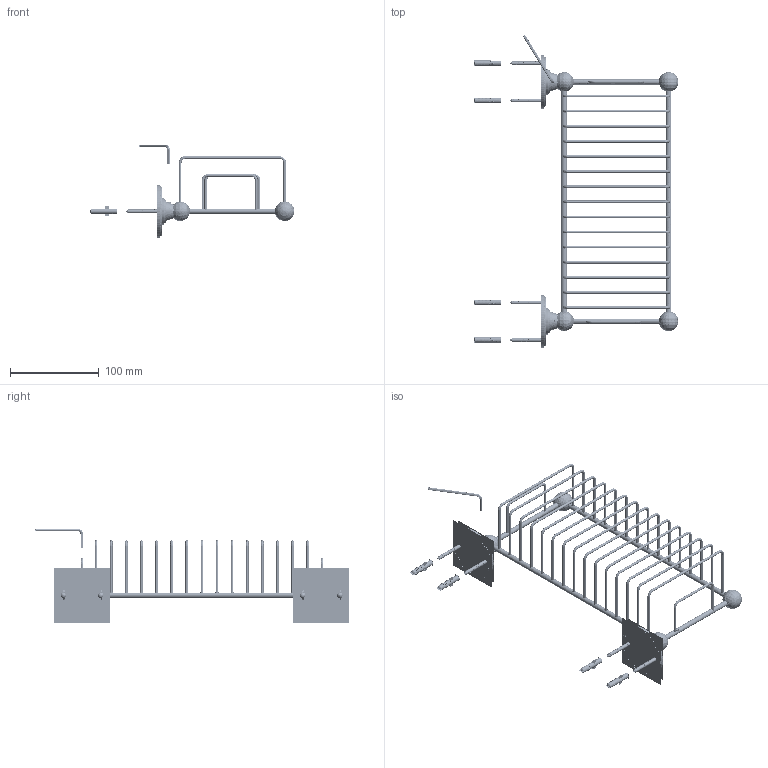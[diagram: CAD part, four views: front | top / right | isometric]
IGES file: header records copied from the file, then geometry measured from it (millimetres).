
Start section:  PTC IGES file: 0013001.igs
Global section: file name: 0013001.igs; native system: Pro/ENGINEER by Parametric Technology Corporation; preprocessor: 2008230; author: Administrator; organization: Unknown; date: 20140606.144102; units: millimetre
Bounding box: 230.31 x 353.15 x 105.87 mm (x, y, z)
Volume: 90907.9 mm3; surface area: 518594.9 mm2
Topology: 38 solids, 40 shells, 3236 faces, 16376 edges, 20806 vertices
Faces by surface type: revolution 2056, bspline 1180
